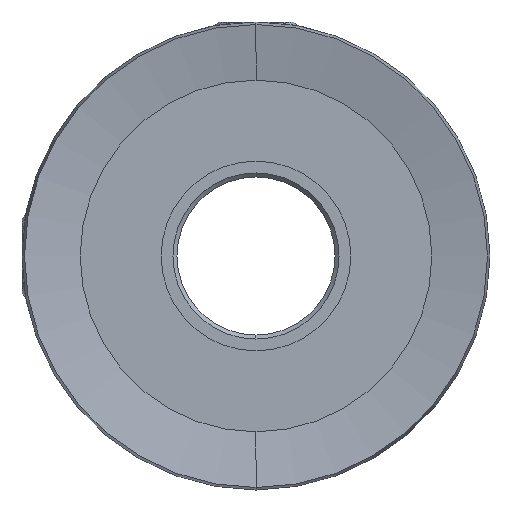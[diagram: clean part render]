
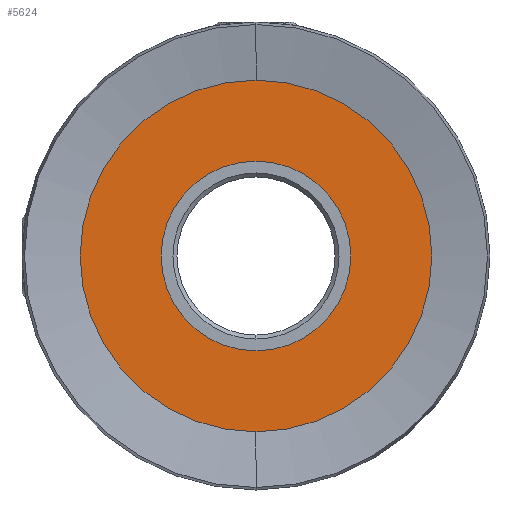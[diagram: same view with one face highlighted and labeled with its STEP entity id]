
A CAD part, left-side view. The second image highlights one B-rep face of the part: STEP entity #5624.
In plain terms, the highlighted planar face has unit normal (-1, 0, 0).
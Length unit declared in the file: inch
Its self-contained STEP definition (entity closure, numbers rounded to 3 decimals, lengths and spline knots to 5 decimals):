
#611 = ORIENTED_EDGE ( 'NONE', *, *, #908, .T. ) ;
#617 = CARTESIAN_POINT ( 'NONE',  ( -0.22725, 0., 0.15 ) ) ;
#644 = CARTESIAN_POINT ( 'NONE',  ( -0.22725, 0., -0.15 ) ) ;
#753 = ORIENTED_EDGE ( 'NONE', *, *, #11391, .T. ) ;
#794 = DIRECTION ( 'NONE',  ( 0., 0., 1. ) ) ;
#810 = DIRECTION ( 'NONE',  ( -1., 0., 0. ) ) ;
#839 = VERTEX_POINT ( 'NONE', #1204 ) ;
#871 = DIRECTION ( 'NONE',  ( -1., 0., 0. ) ) ;
#908 = EDGE_CURVE ( 'NONE', #6557, #839, #1389, .T. ) ;
#953 = CARTESIAN_POINT ( 'NONE',  ( -0.22725, 0., 0. ) ) ;
#1060 = EDGE_CURVE ( 'NONE', #3007, #3989, #9815, .T. ) ;
#1204 = CARTESIAN_POINT ( 'NONE',  ( -0.22725, 0., -0.278 ) ) ;
#1389 = CIRCLE ( 'NONE', #7588, 0.278 ) ;
#2806 = EDGE_LOOP ( 'NONE', ( #611, #753 ) ) ;
#3007 = VERTEX_POINT ( 'NONE', #644 ) ;
#3447 = CARTESIAN_POINT ( 'NONE',  ( -0.22725, 0.278, 0. ) ) ;
#3484 = DIRECTION ( 'NONE',  ( 0., 0., 1. ) ) ;
#3832 = EDGE_LOOP ( 'NONE', ( #4568, #8210 ) ) ;
#3989 = VERTEX_POINT ( 'NONE', #617 ) ;
#4568 = ORIENTED_EDGE ( 'NONE', *, *, #11069, .F. ) ;
#4808 = CARTESIAN_POINT ( 'NONE',  ( -0.22725, 0., 0. ) ) ;
#5039 = AXIS2_PLACEMENT_3D ( 'NONE', #3447, #8878, #3484 ) ;
#5268 = DIRECTION ( 'NONE',  ( 0., 0., 1. ) ) ;
#5311 = DIRECTION ( 'NONE',  ( -1., 0., 0. ) ) ;
#5428 = CARTESIAN_POINT ( 'NONE',  ( -0.22725, 0., 0. ) ) ;
#5624 = ADVANCED_FACE ( 'NONE', ( #7455, #11341 ), #7060, .T. ) ;
#5671 = CIRCLE ( 'NONE', #6598, 0.15 ) ;
#5731 = DIRECTION ( 'NONE',  ( 0., 0., 1. ) ) ;
#6173 = CARTESIAN_POINT ( 'NONE',  ( -0.22725, 0., 0. ) ) ;
#6557 = VERTEX_POINT ( 'NONE', #9016 ) ;
#6598 = AXIS2_PLACEMENT_3D ( 'NONE', #6173, #810, #7081 ) ;
#6951 = AXIS2_PLACEMENT_3D ( 'NONE', #5428, #5311, #5268 ) ;
#7060 = PLANE ( 'NONE',  #5039 ) ;
#7081 = DIRECTION ( 'NONE',  ( 0., 0., 1. ) ) ;
#7449 = CIRCLE ( 'NONE', #11168, 0.278 ) ;
#7455 = FACE_OUTER_BOUND ( 'NONE', #2806, .T. ) ;
#7588 = AXIS2_PLACEMENT_3D ( 'NONE', #953, #871, #794 ) ;
#8210 = ORIENTED_EDGE ( 'NONE', *, *, #1060, .F. ) ;
#8878 = DIRECTION ( 'NONE',  ( -1., 0., 0. ) ) ;
#9016 = CARTESIAN_POINT ( 'NONE',  ( -0.22725, 0., 0.278 ) ) ;
#9815 = CIRCLE ( 'NONE', #6951, 0.15 ) ;
#11066 = DIRECTION ( 'NONE',  ( -1., 0., 0. ) ) ;
#11069 = EDGE_CURVE ( 'NONE', #3989, #3007, #5671, .T. ) ;
#11168 = AXIS2_PLACEMENT_3D ( 'NONE', #4808, #11066, #5731 ) ;
#11341 = FACE_BOUND ( 'NONE', #3832, .T. ) ;
#11391 = EDGE_CURVE ( 'NONE', #839, #6557, #7449, .T. ) ;
